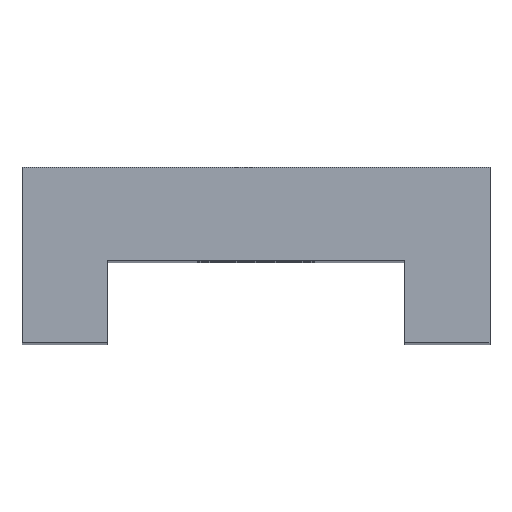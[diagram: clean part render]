
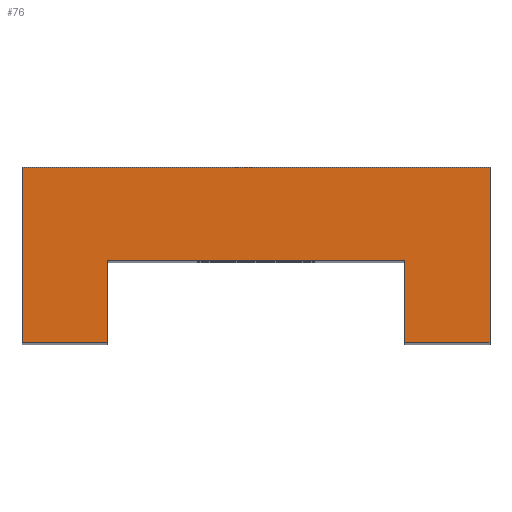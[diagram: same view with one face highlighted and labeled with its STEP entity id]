
A CAD part, top view. The second image highlights one B-rep face of the part: STEP entity #76.
In plain terms, the highlighted planar face has unit normal (0, 0, 1).
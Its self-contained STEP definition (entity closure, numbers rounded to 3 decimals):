
#76 = ADVANCED_FACE( '', ( #177 ), #178, .T. );
#177 = FACE_OUTER_BOUND( '', #350, .T. );
#178 = PLANE( '', #351 );
#350 = EDGE_LOOP( '', ( #545, #546, #547, #548, #549, #550, #551, #552 ) );
#351 = AXIS2_PLACEMENT_3D( '', #553, #554, #555 );
#545 = ORIENTED_EDGE( '', *, *, #787, .T. );
#546 = ORIENTED_EDGE( '', *, *, #788, .T. );
#547 = ORIENTED_EDGE( '', *, *, #789, .T. );
#548 = ORIENTED_EDGE( '', *, *, #790, .T. );
#549 = ORIENTED_EDGE( '', *, *, #791, .T. );
#550 = ORIENTED_EDGE( '', *, *, #774, .T. );
#551 = ORIENTED_EDGE( '', *, *, #792, .T. );
#552 = ORIENTED_EDGE( '', *, *, #793, .T. );
#553 = CARTESIAN_POINT( '', ( -20., -15., 100. ) );
#554 = DIRECTION( '', ( 0., 0., 1. ) );
#555 = DIRECTION( '', ( 1., 0., 0. ) );
#774 = EDGE_CURVE( '', #891, #889, #892, .T. );
#787 = EDGE_CURVE( '', #911, #912, #913, .T. );
#788 = EDGE_CURVE( '', #912, #914, #915, .T. );
#789 = EDGE_CURVE( '', #914, #916, #917, .T. );
#790 = EDGE_CURVE( '', #916, #918, #919, .T. );
#791 = EDGE_CURVE( '', #918, #891, #920, .T. );
#792 = EDGE_CURVE( '', #889, #921, #922, .T. );
#793 = EDGE_CURVE( '', #921, #911, #923, .T. );
#889 = VERTEX_POINT( '', #1059 );
#891 = VERTEX_POINT( '', #1062 );
#892 = LINE( '', #1063, #1064 );
#911 = VERTEX_POINT( '', #1084 );
#912 = VERTEX_POINT( '', #1085 );
#913 = LINE( '', #1086, #1087 );
#914 = VERTEX_POINT( '', #1088 );
#915 = LINE( '', #1089, #1090 );
#916 = VERTEX_POINT( '', #1091 );
#917 = LINE( '', #1092, #1093 );
#918 = VERTEX_POINT( '', #1094 );
#919 = LINE( '', #1095, #1096 );
#920 = LINE( '', #1097, #1098 );
#921 = VERTEX_POINT( '', #1099 );
#922 = LINE( '', #1100, #1101 );
#923 = LINE( '', #1102, #1103 );
#1059 = CARTESIAN_POINT( '', ( 20., -15., 100. ) );
#1062 = CARTESIAN_POINT( '', ( 12.7, -15., 100. ) );
#1063 = CARTESIAN_POINT( '', ( 12.7, -15., 100. ) );
#1064 = VECTOR( '', #1231, 1000. );
#1084 = CARTESIAN_POINT( '', ( -20., 0., 100. ) );
#1085 = CARTESIAN_POINT( '', ( -20., -15., 100. ) );
#1086 = CARTESIAN_POINT( '', ( -20., 0., 100. ) );
#1087 = VECTOR( '', #1251, 1000. );
#1088 = CARTESIAN_POINT( '', ( -12.7, -15., 100. ) );
#1089 = CARTESIAN_POINT( '', ( -20., -15., 100. ) );
#1090 = VECTOR( '', #1252, 1000. );
#1091 = CARTESIAN_POINT( '', ( -12.7, -8., 100. ) );
#1092 = CARTESIAN_POINT( '', ( -12.7, -8., 100. ) );
#1093 = VECTOR( '', #1253, 1000. );
#1094 = CARTESIAN_POINT( '', ( 12.7, -8., 100. ) );
#1095 = CARTESIAN_POINT( '', ( 12.7, -8., 100. ) );
#1096 = VECTOR( '', #1254, 1000. );
#1097 = CARTESIAN_POINT( '', ( 12.7, -15., 100. ) );
#1098 = VECTOR( '', #1255, 1000. );
#1099 = CARTESIAN_POINT( '', ( 20., 0., 100. ) );
#1100 = CARTESIAN_POINT( '', ( 20., -15., 100. ) );
#1101 = VECTOR( '', #1256, 1000. );
#1102 = CARTESIAN_POINT( '', ( 20., 0., 100. ) );
#1103 = VECTOR( '', #1257, 1000. );
#1231 = DIRECTION( '', ( 1., 0., 0. ) );
#1251 = DIRECTION( '', ( 0., -1., 0. ) );
#1252 = DIRECTION( '', ( 1., 0., 0. ) );
#1253 = DIRECTION( '', ( 0., 1., 0. ) );
#1254 = DIRECTION( '', ( 1., 0., 0. ) );
#1255 = DIRECTION( '', ( 0., -1., 0. ) );
#1256 = DIRECTION( '', ( 0., 1., 0. ) );
#1257 = DIRECTION( '', ( -1., 0., 0. ) );
